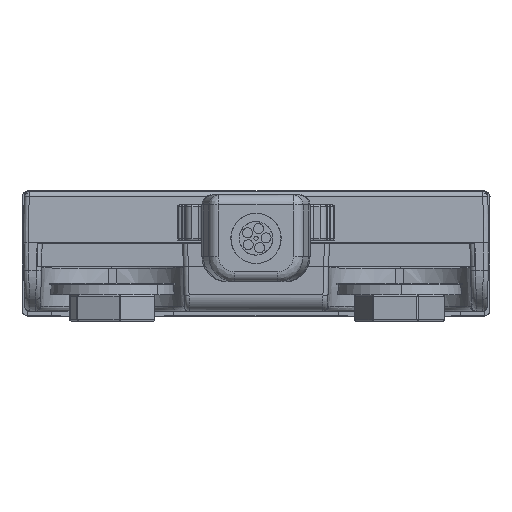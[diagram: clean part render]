
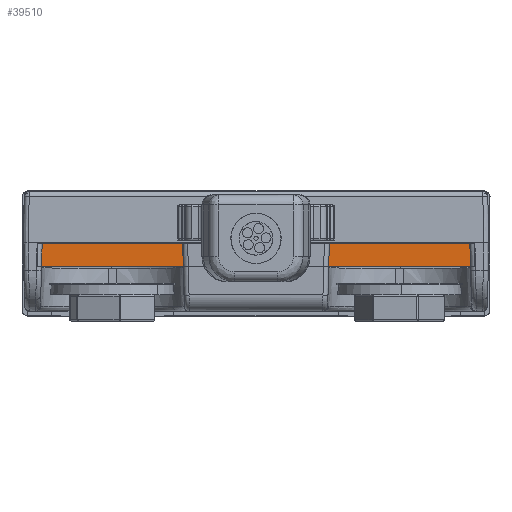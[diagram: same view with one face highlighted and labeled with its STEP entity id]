
A CAD part, left-side view. The second image highlights one B-rep face of the part: STEP entity #39510.
In plain terms, the highlighted planar face has unit normal (-1, 0, -0.018).
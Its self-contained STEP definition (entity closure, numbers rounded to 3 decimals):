
#179 = CARTESIAN_POINT ( 'NONE',  ( -392.415, -65.082, -5.036 ) ) ;
#2318 = VECTOR ( 'NONE', #45023, 1000. ) ;
#2767 = CARTESIAN_POINT ( 'NONE',  ( -392.446, -80.836, -3.258 ) ) ;
#7221 = ORIENTED_EDGE ( 'NONE', *, *, #39602, .T. ) ;
#9931 = VERTEX_POINT ( 'NONE', #57857 ) ;
#11258 = VERTEX_POINT ( 'NONE', #53178 ) ;
#13846 = DIRECTION ( 'NONE',  ( 0., -1., 0. ) ) ;
#14170 = VERTEX_POINT ( 'NONE', #179 ) ;
#14282 = CARTESIAN_POINT ( 'NONE',  ( -392.431, -98.34, -4.147 ) ) ;
#16134 = LINE ( 'NONE', #2767, #68590 ) ;
#24227 = DIRECTION ( 'NONE',  ( 0.017, 0., -1. ) ) ;
#36294 = EDGE_CURVE ( 'NONE', #11258, #57406, #97906, .T. ) ;
#36559 = CARTESIAN_POINT ( 'NONE',  ( -392.415, -80.836, -5.036 ) ) ;
#37722 = PLANE ( 'NONE',  #64031 ) ;
#39249 = VECTOR ( 'NONE', #13846, 1000. ) ;
#39510 = ADVANCED_FACE ( 'NONE', ( #55865 ), #37722, .T. ) ;
#39602 = EDGE_CURVE ( 'NONE', #14170, #57406, #72380, .T. ) ;
#41258 = DIRECTION ( 'NONE',  ( 0., -1., 0. ) ) ;
#43709 = EDGE_CURVE ( 'NONE', #9931, #11258, #16134, .T. ) ;
#44153 = EDGE_CURVE ( 'NONE', #9931, #14170, #110009, .T. ) ;
#45023 = DIRECTION ( 'NONE',  ( 0.017, 0., -1. ) ) ;
#45782 = CARTESIAN_POINT ( 'NONE',  ( -392.431, -65.082, -4.147 ) ) ;
#46975 = CARTESIAN_POINT ( 'NONE',  ( -392.415, -96.59, -5.036 ) ) ;
#51567 = EDGE_LOOP ( 'NONE', ( #54142, #64478, #7221, #77941 ) ) ;
#53178 = CARTESIAN_POINT ( 'NONE',  ( -392.446, -98.34, -3.258 ) ) ;
#54142 = ORIENTED_EDGE ( 'NONE', *, *, #43709, .F. ) ;
#54334 = DIRECTION ( 'NONE',  ( -1., 0., -0.017 ) ) ;
#55865 = FACE_OUTER_BOUND ( 'NONE', #51567, .T. ) ;
#57406 = VERTEX_POINT ( 'NONE', #106448 ) ;
#57857 = CARTESIAN_POINT ( 'NONE',  ( -392.446, -65.082, -3.258 ) ) ;
#63197 = DIRECTION ( 'NONE',  ( -0.017, 0., 1. ) ) ;
#64031 = AXIS2_PLACEMENT_3D ( 'NONE', #46975, #54334, #63197 ) ;
#64478 = ORIENTED_EDGE ( 'NONE', *, *, #44153, .T. ) ;
#67529 = VECTOR ( 'NONE', #24227, 1000. ) ;
#68590 = VECTOR ( 'NONE', #41258, 1000. ) ;
#72380 = LINE ( 'NONE', #36559, #39249 ) ;
#77941 = ORIENTED_EDGE ( 'NONE', *, *, #36294, .F. ) ;
#97906 = LINE ( 'NONE', #14282, #67529 ) ;
#106448 = CARTESIAN_POINT ( 'NONE',  ( -392.415, -98.34, -5.036 ) ) ;
#110009 = LINE ( 'NONE', #45782, #2318 ) ;
